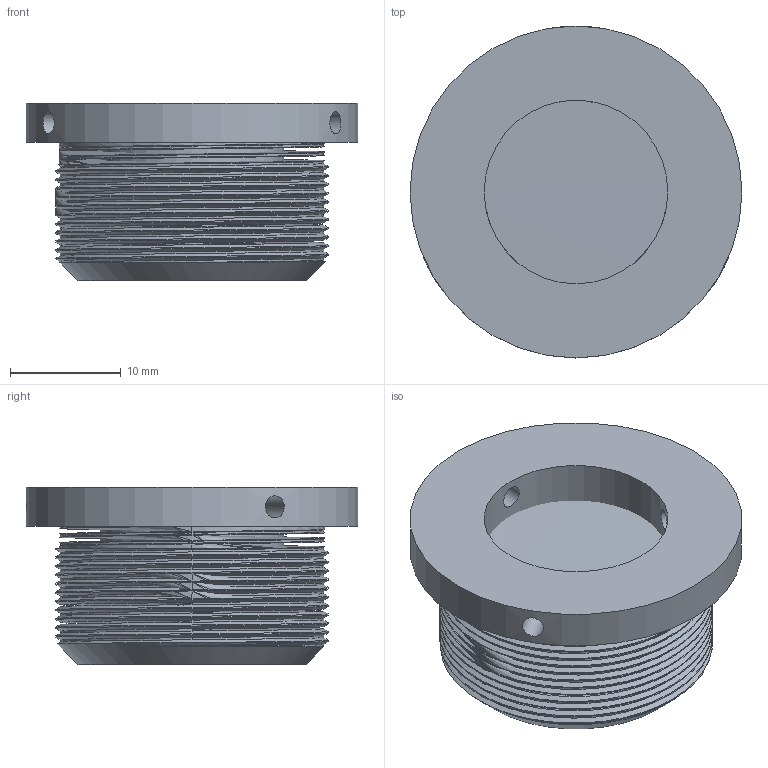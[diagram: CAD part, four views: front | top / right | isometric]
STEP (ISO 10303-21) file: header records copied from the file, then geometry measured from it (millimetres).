
FILE_DESCRIPTION(/* description */ (''),/* implementation_level */ '2;1');
FILE_NAME(/* name */ 'CS-C Mount v4.step',/* time_stamp */ '2018-10-19T16:36:14+11:00',/* author */ ('TaylorY96'),/* organization */ (''),/* preprocessor_version */ 'ST-DEVELOPER v17.2',/* originating_system */ 'Autodesk Translation Framework v7.6.0.251',/* authorisation */ '');
FILE_SCHEMA (('AUTOMOTIVE_DESIGN { 1 0 10303 214 3 1 1 }'));
Length unit declared in the file: millimetre
Products named in the file (1): CS-C Mount
Bounding box: 30 x 30 x 16 mm (x, y, z)
Volume: 6569.3 mm3; surface area: 4198.1 mm2
Topology: 1 solids, 1 shells, 91 faces, 243 edges, 156 vertices
Faces by surface type: cylinder 79, plane 5, bspline 4, cone 3
Full cylindrical faces by diameter (mm): 2 x3, 12.451 x17, 13.064 x16, 16.6 x1, 23.817 x15, 24.034 x4, 24.663 x12, 30 x1
Entity records: 9046 total; most frequent: CARTESIAN_POINT 7020, ORIENTED_EDGE 486, DIRECTION 293, EDGE_CURVE 243, VERTEX_POINT 156, B_SPLINE_CURVE_WITH_KNOTS 147, AXIS2_PLACEMENT_3D 109, EDGE_LOOP 101
